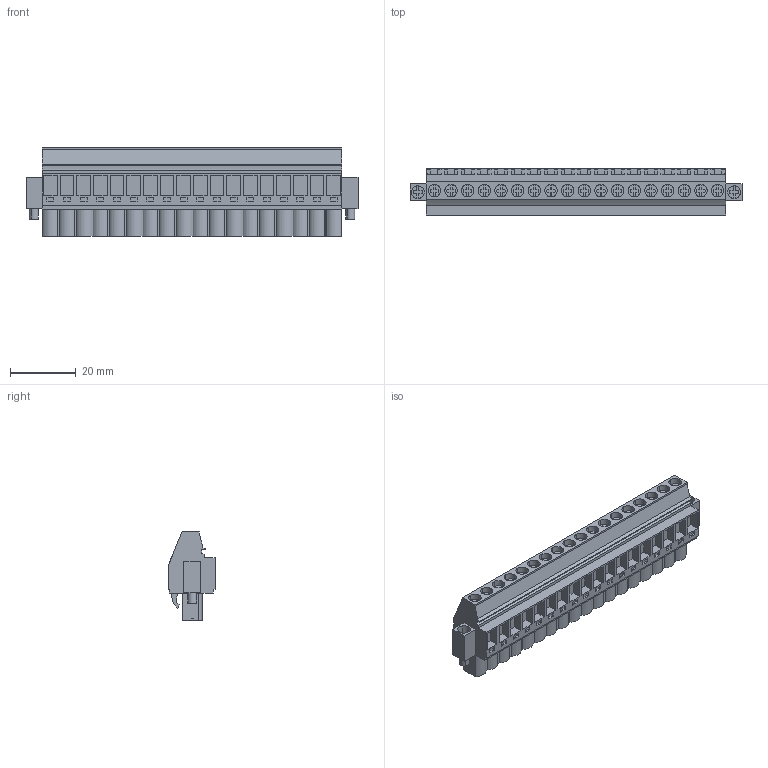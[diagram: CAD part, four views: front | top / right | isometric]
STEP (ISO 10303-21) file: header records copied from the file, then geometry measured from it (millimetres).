
FILE_DESCRIPTION(('CATIA V5 STEP','CAx-IF Rec.Pracs.--- Model Styling and Organization---1.2---2011-12-15'),'2;1');
FILE_NAME ('D1460195_0_1950750000_1950750000.stp','2017-09-09T08:14:25+00:00',('none'),('Weidmueller'),'CATIA Version 5-6 Release 2014','CATIA V5 STEP AP214','none');
FILE_SCHEMA(('AUTOMOTIVE_DESIGN { 1 0 10303 214 1 1 1 1 }'));
Length unit declared in the file: millimetre
Products named in the file (1): 1950750000
Bounding box: 101.24 x 14.1 x 27.1 mm (x, y, z)
Volume: 21161.6 mm3; surface area: 12737.7 mm2
Topology: 21 solids, 21 shells, 1214 faces, 3390 edges, 2297 vertices
Faces by surface type: plane 1032, cylinder 180, extrusion 2
Entity records: 35581 total; most frequent: ORIENTED_EDGE 6780, CARTESIAN_POINT 6379, DIRECTION 4718, EDGE_CURVE 3390, VECTOR 2948, LINE 2946, VERTEX_POINT 2297, EDGE_LOOP 1299
